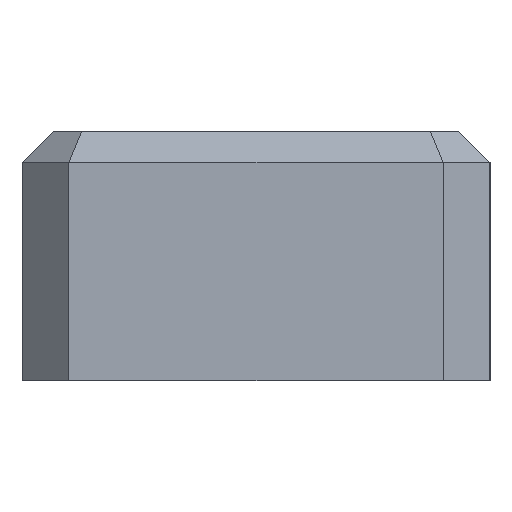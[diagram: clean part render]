
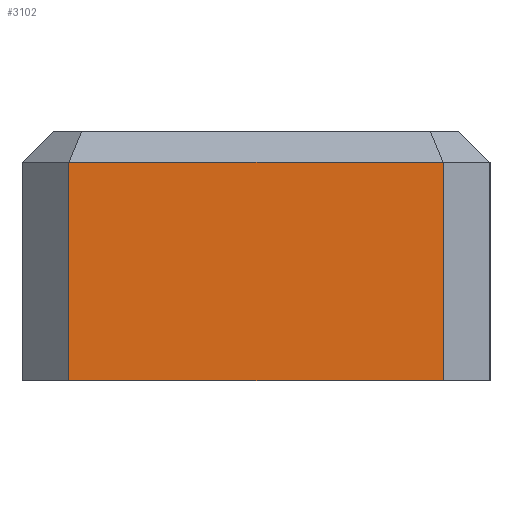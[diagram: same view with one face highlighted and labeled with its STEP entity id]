
A CAD part, left-side view. The second image highlights one B-rep face of the part: STEP entity #3102.
In plain terms, the highlighted planar face has unit normal (-1, 0, 0).
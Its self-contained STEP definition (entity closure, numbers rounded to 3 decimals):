
#84=PLANE('',#3172);
#252=FACE_OUTER_BOUND('',#430,.T.);
#430=EDGE_LOOP('',(#2799,#2800,#2801,#2802));
#680=LINE('',#6174,#940);
#683=LINE('',#6180,#943);
#686=LINE('',#6186,#946);
#687=LINE('',#6187,#947);
#940=VECTOR('',#3538,10.);
#943=VECTOR('',#3545,10.);
#946=VECTOR('',#3550,10.);
#947=VECTOR('',#3551,10.);
#1453=VERTEX_POINT('',#6169);
#1454=VERTEX_POINT('',#6173);
#1455=VERTEX_POINT('',#6179);
#1457=VERTEX_POINT('',#6185);
#1904=EDGE_CURVE('',#1454,#1453,#680,.T.);
#1907=EDGE_CURVE('',#1453,#1455,#683,.T.);
#1910=EDGE_CURVE('',#1457,#1454,#686,.T.);
#1911=EDGE_CURVE('',#1457,#1455,#687,.T.);
#2799=ORIENTED_EDGE('',*,*,#1904,.F.);
#2800=ORIENTED_EDGE('',*,*,#1910,.F.);
#2801=ORIENTED_EDGE('',*,*,#1911,.T.);
#2802=ORIENTED_EDGE('',*,*,#1907,.F.);
#3102=ADVANCED_FACE('',(#252),#84,.T.);
#3172=AXIS2_PLACEMENT_3D('',#6184,#3548,#3549);
#3538=DIRECTION('',(0.,-1.,0.));
#3545=DIRECTION('',(0.,0.,-1.));
#3548=DIRECTION('center_axis',(-1.,0.,0.));
#3549=DIRECTION('ref_axis',(0.,-1.,0.));
#3550=DIRECTION('',(0.,0.,1.));
#3551=DIRECTION('',(0.,-1.,0.));
#6169=CARTESIAN_POINT('',(-1.6,-0.6,0.7));
#6173=CARTESIAN_POINT('',(-1.6,0.6,0.7));
#6174=CARTESIAN_POINT('',(-1.6,0.375,0.7));
#6179=CARTESIAN_POINT('',(-1.6,-0.6,0.));
#6180=CARTESIAN_POINT('',(-1.6,-0.6,0.));
#6184=CARTESIAN_POINT('Origin',(-1.6,0.75,0.));
#6185=CARTESIAN_POINT('',(-1.6,0.6,0.));
#6186=CARTESIAN_POINT('',(-1.6,0.6,0.));
#6187=CARTESIAN_POINT('',(-1.6,0.75,0.));
